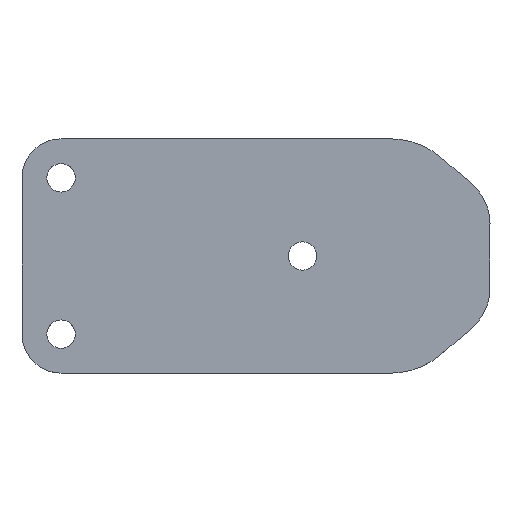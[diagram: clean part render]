
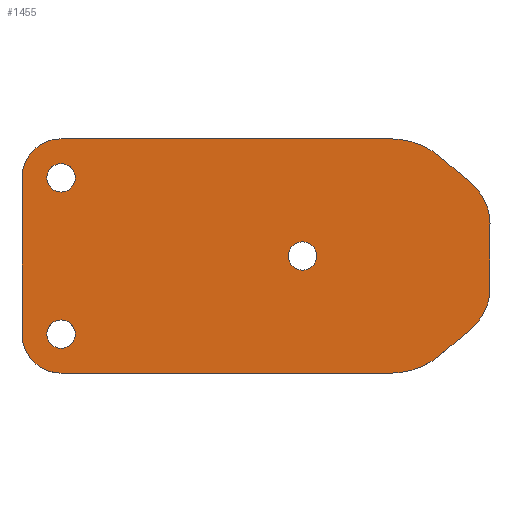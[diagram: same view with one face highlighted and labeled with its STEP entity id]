
A CAD part, top view. The second image highlights one B-rep face of the part: STEP entity #1455.
In plain terms, the highlighted planar face has unit normal (0, 0, 1).
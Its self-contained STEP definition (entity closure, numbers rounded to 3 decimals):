
#335=CARTESIAN_POINT('',(109.71,11.,1824.));
#336=DIRECTION('',(0.,0.,-1.));
#337=DIRECTION('',(-1.,0.,0.));
#338=AXIS2_PLACEMENT_3D('',#335,#336,#337);
#344=DIRECTION('',(1.,0.,0.));
#345=VECTOR('',#344,46.357);
#346=CARTESIAN_POINT('',(109.71,16.5,1824.));
#347=LINE('',#346,#345);
#351=CARTESIAN_POINT('',(156.067,5.5,1824.));
#352=DIRECTION('',(0.,0.,-1.));
#353=DIRECTION('',(0.,1.,0.));
#354=AXIS2_PLACEMENT_3D('',#351,#352,#353);
#359=DIRECTION('',(0.762,-0.648,0.));
#360=VECTOR('',#359,5.611);
#361=CARTESIAN_POINT('',(163.191,13.881,1824.));
#362=LINE('',#361,#360);
#366=CARTESIAN_POINT('',(162.61,4.532,1824.));
#367=DIRECTION('',(0.,0.,-1.));
#368=DIRECTION('',(0.647,0.762,0.));
#369=AXIS2_PLACEMENT_3D('',#366,#367,#368);
#374=DIRECTION('',(0.,-1.,0.));
#375=VECTOR('',#374,9.061);
#376=CARTESIAN_POINT('',(170.11,4.532,1824.));
#377=LINE('',#376,#375);
#381=CARTESIAN_POINT('',(162.61,-4.532,1824.));
#382=DIRECTION('',(0.,0.,-1.));
#383=DIRECTION('',(1.,0.,0.));
#384=AXIS2_PLACEMENT_3D('',#381,#382,#383);
#389=DIRECTION('',(-0.762,-0.648,0.));
#390=VECTOR('',#389,5.613);
#391=CARTESIAN_POINT('',(167.467,-10.246,1824.));
#392=LINE('',#391,#390);
#396=CARTESIAN_POINT('',(156.067,-5.5,1824.));
#397=DIRECTION('',(0.,0.,-1.));
#398=DIRECTION('',(0.648,-0.762,0.));
#399=AXIS2_PLACEMENT_3D('',#396,#397,#398);
#404=DIRECTION('',(-1.,0.,0.));
#405=VECTOR('',#404,46.357);
#406=CARTESIAN_POINT('',(156.067,-16.5,1824.));
#407=LINE('',#406,#405);
#411=CARTESIAN_POINT('',(109.71,-11.,1824.));
#412=DIRECTION('',(0.,0.,-1.));
#413=DIRECTION('',(0.,-1.,0.));
#414=AXIS2_PLACEMENT_3D('',#411,#412,#413);
#419=CARTESIAN_POINT('',(109.71,11.,1824.));
#420=DIRECTION('',(0.,0.,1.));
#421=DIRECTION('',(-1.,0.,0.));
#422=AXIS2_PLACEMENT_3D('',#419,#420,#421);
#427=CARTESIAN_POINT('',(109.71,11.,1824.));
#428=DIRECTION('',(0.,0.,1.));
#429=DIRECTION('',(1.,0.,0.));
#430=AXIS2_PLACEMENT_3D('',#427,#428,#429);
#435=CARTESIAN_POINT('',(109.71,-11.,1824.));
#436=DIRECTION('',(0.,0.,1.));
#437=DIRECTION('',(-1.,0.,0.));
#438=AXIS2_PLACEMENT_3D('',#435,#436,#437);
#443=CARTESIAN_POINT('',(109.71,-11.,1824.));
#444=DIRECTION('',(0.,0.,1.));
#445=DIRECTION('',(1.,0.,0.));
#446=AXIS2_PLACEMENT_3D('',#443,#444,#445);
#451=CARTESIAN_POINT('',(143.71,0.,1824.));
#452=DIRECTION('',(0.,0.,1.));
#453=DIRECTION('',(-1.,0.,0.));
#454=AXIS2_PLACEMENT_3D('',#451,#452,#453);
#459=CARTESIAN_POINT('',(143.71,0.,1824.));
#460=DIRECTION('',(0.,0.,1.));
#461=DIRECTION('',(1.,0.,0.));
#462=AXIS2_PLACEMENT_3D('',#459,#460,#461);
#467=DIRECTION('',(0.,-1.,0.));
#468=VECTOR('',#467,22.);
#469=CARTESIAN_POINT('',(104.21,11.,1824.));
#470=LINE('',#469,#468);
#1238=CARTESIAN_POINT('',(104.21,11.,1824.));
#1239=CARTESIAN_POINT('',(104.21,-11.,1824.));
#1240=VERTEX_POINT('',#1238);
#1241=VERTEX_POINT('',#1239);
#1242=CARTESIAN_POINT('',(109.71,16.5,1824.));
#1243=VERTEX_POINT('',#1242);
#1244=CARTESIAN_POINT('',(156.067,16.5,1824.));
#1245=VERTEX_POINT('',#1244);
#1246=CARTESIAN_POINT('',(163.191,13.881,1824.));
#1247=VERTEX_POINT('',#1246);
#1248=CARTESIAN_POINT('',(167.466,10.248,1824.));
#1249=VERTEX_POINT('',#1248);
#1250=CARTESIAN_POINT('',(170.11,4.532,1824.));
#1251=VERTEX_POINT('',#1250);
#1252=CARTESIAN_POINT('',(170.11,-4.53,1824.));
#1253=VERTEX_POINT('',#1252);
#1254=CARTESIAN_POINT('',(167.467,-10.246,1824.));
#1255=VERTEX_POINT('',#1254);
#1256=CARTESIAN_POINT('',(163.191,-13.881,1824.));
#1257=VERTEX_POINT('',#1256);
#1258=CARTESIAN_POINT('',(156.067,-16.5,1824.));
#1259=VERTEX_POINT('',#1258);
#1260=CARTESIAN_POINT('',(109.71,-16.5,1824.));
#1261=VERTEX_POINT('',#1260);
#1262=CARTESIAN_POINT('',(107.71,11.,1824.));
#1263=CARTESIAN_POINT('',(111.71,11.,1824.));
#1264=VERTEX_POINT('',#1262);
#1265=VERTEX_POINT('',#1263);
#1266=CARTESIAN_POINT('',(107.71,-11.,1824.));
#1267=CARTESIAN_POINT('',(111.71,-11.,1824.));
#1268=VERTEX_POINT('',#1266);
#1269=VERTEX_POINT('',#1267);
#1270=CARTESIAN_POINT('',(141.71,0.,1824.));
#1271=CARTESIAN_POINT('',(145.71,0.,1824.));
#1272=VERTEX_POINT('',#1270);
#1273=VERTEX_POINT('',#1271);
#1406=CARTESIAN_POINT('',(0.,0.,1824.));
#1407=DIRECTION('',(0.,0.,-1.));
#1408=DIRECTION('',(-1.,0.,0.));
#1409=AXIS2_PLACEMENT_3D('',#1406,#1407,#1408);
#1410=PLANE('',#1409);
#1412=ORIENTED_EDGE('',*,*,#1411,.F.);
#1414=ORIENTED_EDGE('',*,*,#1413,.T.);
#1416=ORIENTED_EDGE('',*,*,#1415,.T.);
#1418=ORIENTED_EDGE('',*,*,#1417,.T.);
#1420=ORIENTED_EDGE('',*,*,#1419,.T.);
#1422=ORIENTED_EDGE('',*,*,#1421,.T.);
#1424=ORIENTED_EDGE('',*,*,#1423,.T.);
#1426=ORIENTED_EDGE('',*,*,#1425,.T.);
#1428=ORIENTED_EDGE('',*,*,#1427,.T.);
#1430=ORIENTED_EDGE('',*,*,#1429,.T.);
#1432=ORIENTED_EDGE('',*,*,#1431,.T.);
#1434=ORIENTED_EDGE('',*,*,#1433,.T.);
#1435=EDGE_LOOP('',(#1412,#1414,#1416,#1418,#1420,#1422,#1424,#1426,#1428,#1430,
#1432,#1434));
#1436=FACE_OUTER_BOUND('',#1435,.F.);
#1438=ORIENTED_EDGE('',*,*,#1437,.T.);
#1440=ORIENTED_EDGE('',*,*,#1439,.T.);
#1441=EDGE_LOOP('',(#1438,#1440));
#1442=FACE_BOUND('',#1441,.F.);
#1444=ORIENTED_EDGE('',*,*,#1443,.T.);
#1446=ORIENTED_EDGE('',*,*,#1445,.T.);
#1447=EDGE_LOOP('',(#1444,#1446));
#1448=FACE_BOUND('',#1447,.F.);
#1450=ORIENTED_EDGE('',*,*,#1449,.T.);
#1452=ORIENTED_EDGE('',*,*,#1451,.T.);
#1453=EDGE_LOOP('',(#1450,#1452));
#1454=FACE_BOUND('',#1453,.F.);
#339=CIRCLE('',#338,5.5);
#355=CIRCLE('',#354,11.);
#370=CIRCLE('',#369,7.5);
#385=CIRCLE('',#384,7.5);
#400=CIRCLE('',#399,11.);
#415=CIRCLE('',#414,5.5);
#423=CIRCLE('',#422,2.);
#431=CIRCLE('',#430,2.);
#439=CIRCLE('',#438,2.);
#447=CIRCLE('',#446,2.);
#455=CIRCLE('',#454,2.);
#463=CIRCLE('',#462,2.);
#1411=EDGE_CURVE('',#1240,#1241,#470,.T.);
#1413=EDGE_CURVE('',#1240,#1243,#339,.T.);
#1415=EDGE_CURVE('',#1243,#1245,#347,.T.);
#1417=EDGE_CURVE('',#1245,#1247,#355,.T.);
#1419=EDGE_CURVE('',#1247,#1249,#362,.T.);
#1421=EDGE_CURVE('',#1249,#1251,#370,.T.);
#1423=EDGE_CURVE('',#1251,#1253,#377,.T.);
#1425=EDGE_CURVE('',#1253,#1255,#385,.T.);
#1427=EDGE_CURVE('',#1255,#1257,#392,.T.);
#1429=EDGE_CURVE('',#1257,#1259,#400,.T.);
#1431=EDGE_CURVE('',#1259,#1261,#407,.T.);
#1433=EDGE_CURVE('',#1261,#1241,#415,.T.);
#1437=EDGE_CURVE('',#1264,#1265,#423,.T.);
#1439=EDGE_CURVE('',#1265,#1264,#431,.T.);
#1443=EDGE_CURVE('',#1268,#1269,#439,.T.);
#1445=EDGE_CURVE('',#1269,#1268,#447,.T.);
#1449=EDGE_CURVE('',#1272,#1273,#455,.T.);
#1451=EDGE_CURVE('',#1273,#1272,#463,.T.);
#1455=ADVANCED_FACE('',(#1436,#1442,#1448,#1454),#1410,.F.);
